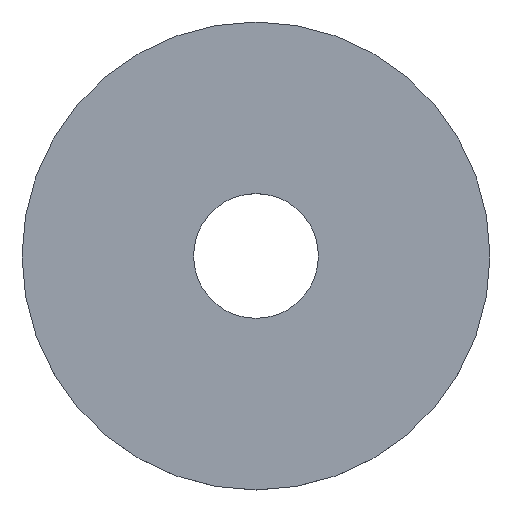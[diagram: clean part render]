
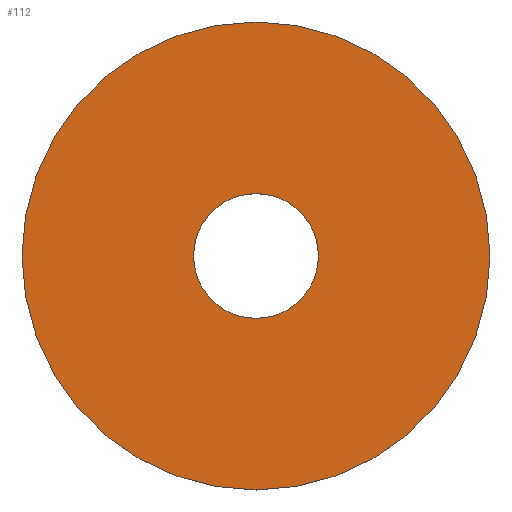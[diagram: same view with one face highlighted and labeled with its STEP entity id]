
A CAD part, top view. The second image highlights one B-rep face of the part: STEP entity #112.
In plain terms, the highlighted planar face has unit normal (0, 0, 1).
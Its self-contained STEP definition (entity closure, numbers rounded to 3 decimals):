
#3 = CARTESIAN_POINT ( 'NONE',  ( 0., 15., 1.3 ) ) ;
#12 = DIRECTION ( 'NONE',  ( 0., 0., 1. ) ) ;
#17 = EDGE_LOOP ( 'NONE', ( #54 ) ) ;
#18 = CIRCLE ( 'NONE', #131, 15. ) ;
#25 = FACE_BOUND ( 'NONE', #82, .T. ) ;
#36 = AXIS2_PLACEMENT_3D ( 'NONE', #119, #79, #124 ) ;
#40 = DIRECTION ( 'NONE',  ( 0., -1., 0. ) ) ;
#52 = DIRECTION ( 'NONE',  ( 0., 0., -1. ) ) ;
#54 = ORIENTED_EDGE ( 'NONE', *, *, #98, .F. ) ;
#64 = CARTESIAN_POINT ( 'NONE',  ( 0., 4., 1.3 ) ) ;
#68 = ORIENTED_EDGE ( 'NONE', *, *, #140, .T. ) ;
#70 = PLANE ( 'NONE',  #89 ) ;
#79 = DIRECTION ( 'NONE',  ( 0., 0., -1. ) ) ;
#82 = EDGE_LOOP ( 'NONE', ( #68 ) ) ;
#84 = CARTESIAN_POINT ( 'NONE',  ( 0., 0., 1.3 ) ) ;
#89 = AXIS2_PLACEMENT_3D ( 'NONE', #122, #12, #40 ) ;
#94 = VERTEX_POINT ( 'NONE', #3 ) ;
#98 = EDGE_CURVE ( 'NONE', #94, #94, #18, .T. ) ;
#105 = CIRCLE ( 'NONE', #36, 4. ) ;
#106 = VERTEX_POINT ( 'NONE', #64 ) ;
#112 = ADVANCED_FACE ( 'NONE', ( #25, #134 ), #70, .T. ) ;
#119 = CARTESIAN_POINT ( 'NONE',  ( 0., 0., 1.3 ) ) ;
#122 = CARTESIAN_POINT ( 'NONE',  ( 0., 4., 1.3 ) ) ;
#124 = DIRECTION ( 'NONE',  ( 0., 1., 0. ) ) ;
#131 = AXIS2_PLACEMENT_3D ( 'NONE', #84, #52, #148 ) ;
#134 = FACE_OUTER_BOUND ( 'NONE', #17, .T. ) ;
#140 = EDGE_CURVE ( 'NONE', #106, #106, #105, .T. ) ;
#148 = DIRECTION ( 'NONE',  ( 0., 1., 0. ) ) ;
